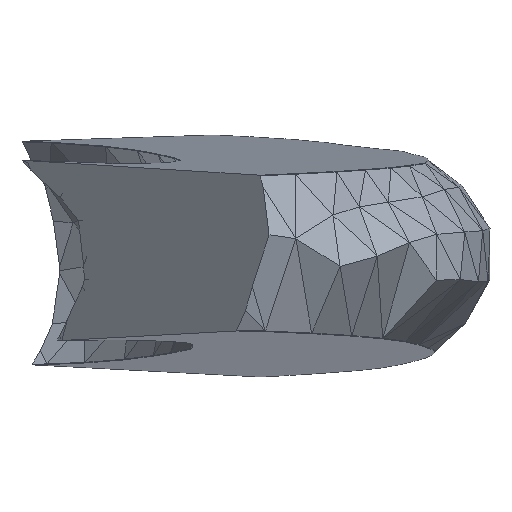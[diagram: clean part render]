
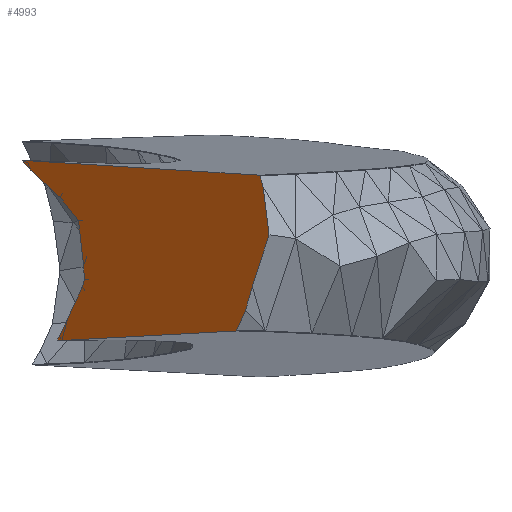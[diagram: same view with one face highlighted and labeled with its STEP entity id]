
A CAD part, front view. The second image highlights one B-rep face of the part: STEP entity #4993.
In plain terms, the highlighted planar face has unit normal (-0.705, -0.708, 0.038).
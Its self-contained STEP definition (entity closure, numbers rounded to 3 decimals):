
#15=FACE_OUTER_BOUND('',#373,.T.);
#373=EDGE_LOOP('',(#3215,#3216,#3217,#3218,#3219,#3220,#3221,#3222,#3223,
#3224,#3225,#3226,#3227,#3228,#3229,#3230,#3231,#3232,#3233,#3234,#3235));
#731=LINE('',#7155,#1441);
#732=LINE('',#7157,#1442);
#733=LINE('',#7159,#1443);
#734=LINE('',#7161,#1444);
#735=LINE('',#7163,#1445);
#736=LINE('',#7165,#1446);
#737=LINE('',#7167,#1447);
#738=LINE('',#7169,#1448);
#739=LINE('',#7171,#1449);
#740=LINE('',#7173,#1450);
#741=LINE('',#7175,#1451);
#742=LINE('',#7177,#1452);
#743=LINE('',#7179,#1453);
#744=LINE('',#7181,#1454);
#745=LINE('',#7183,#1455);
#746=LINE('',#7185,#1456);
#747=LINE('',#7187,#1457);
#748=LINE('',#7189,#1458);
#749=LINE('',#7191,#1459);
#750=LINE('',#7193,#1460);
#751=LINE('',#7194,#1461);
#1441=VECTOR('',#5727,10.);
#1442=VECTOR('',#5728,10.);
#1443=VECTOR('',#5729,10.);
#1444=VECTOR('',#5730,10.);
#1445=VECTOR('',#5731,10.);
#1446=VECTOR('',#5732,10.);
#1447=VECTOR('',#5733,10.);
#1448=VECTOR('',#5734,10.);
#1449=VECTOR('',#5735,10.);
#1450=VECTOR('',#5736,10.);
#1451=VECTOR('',#5737,10.);
#1452=VECTOR('',#5738,10.);
#1453=VECTOR('',#5739,10.);
#1454=VECTOR('',#5740,10.);
#1455=VECTOR('',#5741,10.);
#1456=VECTOR('',#5742,10.);
#1457=VECTOR('',#5743,10.);
#1458=VECTOR('',#5744,10.);
#1459=VECTOR('',#5745,10.);
#1460=VECTOR('',#5746,10.);
#1461=VECTOR('',#5747,10.);
#2151=VERTEX_POINT('',#7153);
#2152=VERTEX_POINT('',#7154);
#2153=VERTEX_POINT('',#7156);
#2154=VERTEX_POINT('',#7158);
#2155=VERTEX_POINT('',#7160);
#2156=VERTEX_POINT('',#7162);
#2157=VERTEX_POINT('',#7164);
#2158=VERTEX_POINT('',#7166);
#2159=VERTEX_POINT('',#7168);
#2160=VERTEX_POINT('',#7170);
#2161=VERTEX_POINT('',#7172);
#2162=VERTEX_POINT('',#7174);
#2163=VERTEX_POINT('',#7176);
#2164=VERTEX_POINT('',#7178);
#2165=VERTEX_POINT('',#7180);
#2166=VERTEX_POINT('',#7182);
#2167=VERTEX_POINT('',#7184);
#2168=VERTEX_POINT('',#7186);
#2169=VERTEX_POINT('',#7188);
#2170=VERTEX_POINT('',#7190);
#2171=VERTEX_POINT('',#7192);
#2505=EDGE_CURVE('',#2151,#2152,#731,.T.);
#2506=EDGE_CURVE('',#2152,#2153,#732,.T.);
#2507=EDGE_CURVE('',#2153,#2154,#733,.T.);
#2508=EDGE_CURVE('',#2154,#2155,#734,.T.);
#2509=EDGE_CURVE('',#2155,#2156,#735,.T.);
#2510=EDGE_CURVE('',#2156,#2157,#736,.T.);
#2511=EDGE_CURVE('',#2157,#2158,#737,.T.);
#2512=EDGE_CURVE('',#2158,#2159,#738,.T.);
#2513=EDGE_CURVE('',#2159,#2160,#739,.T.);
#2514=EDGE_CURVE('',#2160,#2161,#740,.T.);
#2515=EDGE_CURVE('',#2161,#2162,#741,.T.);
#2516=EDGE_CURVE('',#2162,#2163,#742,.T.);
#2517=EDGE_CURVE('',#2163,#2164,#743,.T.);
#2518=EDGE_CURVE('',#2164,#2165,#744,.T.);
#2519=EDGE_CURVE('',#2165,#2166,#745,.T.);
#2520=EDGE_CURVE('',#2166,#2167,#746,.T.);
#2521=EDGE_CURVE('',#2167,#2168,#747,.T.);
#2522=EDGE_CURVE('',#2168,#2169,#748,.T.);
#2523=EDGE_CURVE('',#2169,#2170,#749,.T.);
#2524=EDGE_CURVE('',#2170,#2171,#750,.T.);
#2525=EDGE_CURVE('',#2171,#2151,#751,.T.);
#3215=ORIENTED_EDGE('',*,*,#2505,.T.);
#3216=ORIENTED_EDGE('',*,*,#2506,.T.);
#3217=ORIENTED_EDGE('',*,*,#2507,.T.);
#3218=ORIENTED_EDGE('',*,*,#2508,.T.);
#3219=ORIENTED_EDGE('',*,*,#2509,.T.);
#3220=ORIENTED_EDGE('',*,*,#2510,.T.);
#3221=ORIENTED_EDGE('',*,*,#2511,.T.);
#3222=ORIENTED_EDGE('',*,*,#2512,.T.);
#3223=ORIENTED_EDGE('',*,*,#2513,.T.);
#3224=ORIENTED_EDGE('',*,*,#2514,.T.);
#3225=ORIENTED_EDGE('',*,*,#2515,.T.);
#3226=ORIENTED_EDGE('',*,*,#2516,.T.);
#3227=ORIENTED_EDGE('',*,*,#2517,.T.);
#3228=ORIENTED_EDGE('',*,*,#2518,.T.);
#3229=ORIENTED_EDGE('',*,*,#2519,.T.);
#3230=ORIENTED_EDGE('',*,*,#2520,.T.);
#3231=ORIENTED_EDGE('',*,*,#2521,.T.);
#3232=ORIENTED_EDGE('',*,*,#2522,.T.);
#3233=ORIENTED_EDGE('',*,*,#2523,.T.);
#3234=ORIENTED_EDGE('',*,*,#2524,.T.);
#3235=ORIENTED_EDGE('',*,*,#2525,.T.);
#4635=PLANE('',#5365);
#4993=ADVANCED_FACE('',(#15),#4635,.T.);
#5365=AXIS2_PLACEMENT_3D('',#7152,#5725,#5726);
#5725=DIRECTION('center_axis',(-0.705,-0.708,0.038));
#5726=DIRECTION('ref_axis',(0.053,0.,0.999));
#5727=DIRECTION('',(0.053,0.001,0.999));
#5728=DIRECTION('',(-0.707,0.706,0.044));
#5729=DIRECTION('',(-0.136,0.082,-0.987));
#5730=DIRECTION('',(0.578,-0.605,-0.547));
#5731=DIRECTION('',(0.535,-0.566,-0.627));
#5732=DIRECTION('',(0.583,-0.609,-0.538));
#5733=DIRECTION('',(0.515,-0.548,-0.659));
#5734=DIRECTION('',(0.111,-0.163,-0.98));
#5735=DIRECTION('',(0.056,-0.108,-0.993));
#5736=DIRECTION('',(-0.25,0.198,-0.948));
#5737=DIRECTION('',(-0.395,0.348,-0.85));
#5738=DIRECTION('',(-0.398,0.351,-0.848));
#5739=DIRECTION('',(-0.445,0.401,-0.801));
#5740=DIRECTION('',(0.001,-0.054,-0.999));
#5741=DIRECTION('',(0.709,-0.704,0.039));
#5742=DIRECTION('',(-0.001,0.054,0.999));
#5743=DIRECTION('',(0.393,-0.346,0.852));
#5744=DIRECTION('',(0.265,-0.213,0.94));
#5745=DIRECTION('',(0.297,-0.247,0.923));
#5746=DIRECTION('',(-0.12,0.172,0.978));
#5747=DIRECTION('',(-0.243,0.292,0.925));
#7152=CARTESIAN_POINT('Origin',(-0.666,96.055,1007.115));
#7153=CARTESIAN_POINT('',(14.917,80.659,1009.547));
#7154=CARTESIAN_POINT('',(14.918,80.659,1009.567));
#7155=CARTESIAN_POINT('',(14.831,80.658,1007.922));
#7156=CARTESIAN_POINT('',(7.117,88.457,1010.052));
#7157=CARTESIAN_POINT('',(-0.902,96.474,1010.552));
#7158=CARTESIAN_POINT('',(7.114,88.459,1010.033));
#7159=CARTESIAN_POINT('',(6.807,88.646,1007.791));
#7160=CARTESIAN_POINT('',(7.207,88.362,1009.945));
#7161=CARTESIAN_POINT('',(4.59,91.102,1012.421));
#7162=CARTESIAN_POINT('',(7.385,88.173,1009.736));
#7163=CARTESIAN_POINT('',(5.377,90.3,1012.09));
#7164=CARTESIAN_POINT('',(8.374,87.14,1008.823));
#7165=CARTESIAN_POINT('',(4.923,90.748,1012.01));
#7166=CARTESIAN_POINT('',(8.962,86.513,1008.07));
#7167=CARTESIAN_POINT('',(6.598,89.03,1011.095));
#7168=CARTESIAN_POINT('',(9.129,86.269,1006.597));
#7169=CARTESIAN_POINT('',(8.871,86.648,1008.883));
#7170=CARTESIAN_POINT('',(9.154,86.219,1006.144));
#7171=CARTESIAN_POINT('',(9.087,86.35,1007.347));
#7172=CARTESIAN_POINT('',(9.092,86.268,1005.909));
#7173=CARTESIAN_POINT('',(8.506,86.734,1003.685));
#7174=CARTESIAN_POINT('',(8.621,86.684,1004.894));
#7175=CARTESIAN_POINT('',(7.468,87.7,1002.411));
#7176=CARTESIAN_POINT('',(8.331,86.94,1004.277));
#7177=CARTESIAN_POINT('',(7.682,87.512,1002.895));
#7178=CARTESIAN_POINT('',(8.266,86.998,1004.159));
#7179=CARTESIAN_POINT('',(6.879,88.247,1001.663));
#7180=CARTESIAN_POINT('',(8.266,86.997,1004.139));
#7181=CARTESIAN_POINT('',(8.264,87.091,1005.881));
#7182=CARTESIAN_POINT('',(14.138,81.163,1004.459));
#7183=CARTESIAN_POINT('',(-1.771,96.969,1003.592));
#7184=CARTESIAN_POINT('',(14.138,81.165,1004.479));
#7185=CARTESIAN_POINT('',(14.137,81.258,1006.201));
#7186=CARTESIAN_POINT('',(14.444,80.895,1005.142));
#7187=CARTESIAN_POINT('',(12.815,82.329,1001.616));
#7188=CARTESIAN_POINT('',(14.661,80.72,1005.914));
#7189=CARTESIAN_POINT('',(13.91,81.325,1003.245));
#7190=CARTESIAN_POINT('',(15.208,80.265,1007.614));
#7191=CARTESIAN_POINT('',(13.374,81.789,1001.916));
#7192=CARTESIAN_POINT('',(15.018,80.538,1009.163));
#7193=CARTESIAN_POINT('',(14.968,80.608,1009.565));
#7194=CARTESIAN_POINT('',(14.184,81.537,1012.331));
